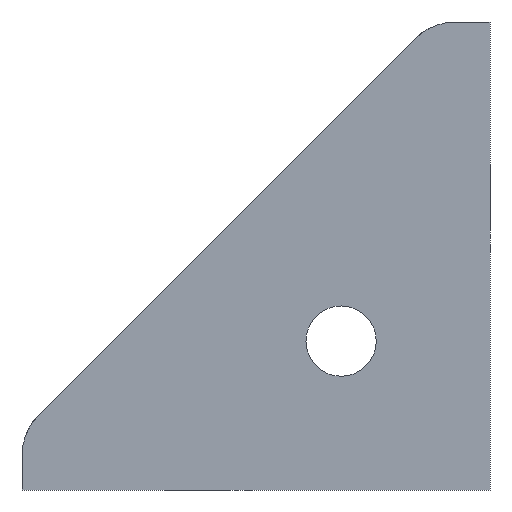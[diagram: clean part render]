
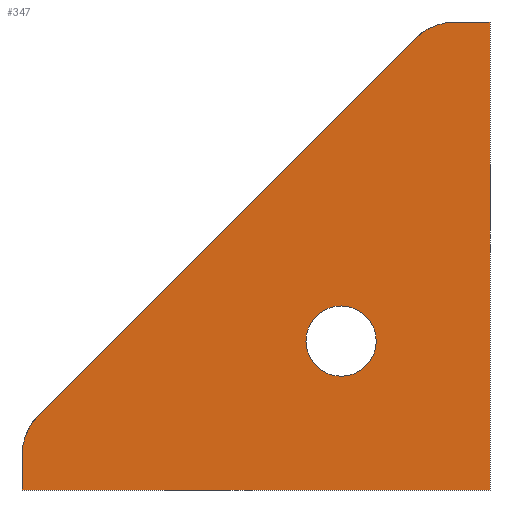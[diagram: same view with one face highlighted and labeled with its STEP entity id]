
A CAD part, left-side view. The second image highlights one B-rep face of the part: STEP entity #347.
In plain terms, the highlighted planar face has unit normal (-1, 0, 0).
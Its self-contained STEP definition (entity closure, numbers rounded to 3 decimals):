
#18=FACE_BOUND('',#63,.T.);
#27=PLANE('',#399);
#41=FACE_OUTER_BOUND('',#62,.T.);
#62=EDGE_LOOP('',(#278,#279,#280,#281,#282,#283,#284));
#63=EDGE_LOOP('',(#285));
#97=LINE('',#579,#129);
#98=LINE('',#581,#130);
#99=LINE('',#583,#131);
#100=LINE('',#585,#132);
#101=LINE('',#586,#133);
#129=VECTOR('',#472,10.);
#130=VECTOR('',#473,10.);
#131=VECTOR('',#474,10.);
#132=VECTOR('',#475,10.);
#133=VECTOR('',#476,10.);
#143=CIRCLE('',#383,5.);
#152=CIRCLE('',#397,5.);
#154=CIRCLE('',#400,3.);
#159=VERTEX_POINT('',#520);
#160=VERTEX_POINT('',#521);
#179=VERTEX_POINT('',#569);
#180=VERTEX_POINT('',#571);
#183=VERTEX_POINT('',#580);
#184=VERTEX_POINT('',#582);
#185=VERTEX_POINT('',#584);
#186=VERTEX_POINT('',#587);
#191=EDGE_CURVE('',#159,#160,#143,.T.);
#216=EDGE_CURVE('',#179,#180,#152,.T.);
#220=EDGE_CURVE('',#159,#180,#97,.T.);
#221=EDGE_CURVE('',#183,#179,#98,.T.);
#222=EDGE_CURVE('',#183,#184,#99,.T.);
#223=EDGE_CURVE('',#184,#185,#100,.T.);
#224=EDGE_CURVE('',#160,#185,#101,.T.);
#225=EDGE_CURVE('',#186,#186,#154,.T.);
#278=ORIENTED_EDGE('',*,*,#191,.F.);
#279=ORIENTED_EDGE('',*,*,#220,.T.);
#280=ORIENTED_EDGE('',*,*,#216,.F.);
#281=ORIENTED_EDGE('',*,*,#221,.F.);
#282=ORIENTED_EDGE('',*,*,#222,.T.);
#283=ORIENTED_EDGE('',*,*,#223,.T.);
#284=ORIENTED_EDGE('',*,*,#224,.F.);
#285=ORIENTED_EDGE('',*,*,#225,.T.);
#347=ADVANCED_FACE('',(#41,#18),#27,.T.);
#383=AXIS2_PLACEMENT_3D('',#522,#420,#421);
#397=AXIS2_PLACEMENT_3D('',#572,#464,#465);
#399=AXIS2_PLACEMENT_3D('',#578,#470,#471);
#400=AXIS2_PLACEMENT_3D('',#588,#477,#478);
#420=DIRECTION('center_axis',(1.,0.,0.));
#421=DIRECTION('ref_axis',(0.,0.383,0.924));
#464=DIRECTION('center_axis',(1.,0.,0.));
#465=DIRECTION('ref_axis',(0.,0.924,0.383));
#470=DIRECTION('center_axis',(-1.,0.,0.));
#471=DIRECTION('ref_axis',(0.,-1.,0.));
#472=DIRECTION('',(0.,0.707,-0.707));
#473=DIRECTION('',(0.,0.,1.));
#474=DIRECTION('',(0.,-1.,0.));
#475=DIRECTION('',(0.,0.,1.));
#476=DIRECTION('',(0.,-1.,0.));
#477=DIRECTION('center_axis',(1.,0.,0.));
#478=DIRECTION('ref_axis',(0.,0.,-1.));
#520=CARTESIAN_POINT('',(0.,6.464,38.536));
#521=CARTESIAN_POINT('',(0.,2.929,40.));
#522=CARTESIAN_POINT('Origin',(0.,2.929,35.));
#569=CARTESIAN_POINT('',(0.,40.,2.929));
#571=CARTESIAN_POINT('',(0.,38.536,6.464));
#572=CARTESIAN_POINT('Origin',(0.,35.,2.929));
#578=CARTESIAN_POINT('Origin',(0.,40.,0.));
#579=CARTESIAN_POINT('',(0.,41.25,3.75));
#580=CARTESIAN_POINT('',(0.,40.,0.));
#581=CARTESIAN_POINT('',(0.,40.,5.));
#582=CARTESIAN_POINT('',(0.,0.,0.));
#583=CARTESIAN_POINT('',(0.,40.,0.));
#584=CARTESIAN_POINT('',(0.,0.,40.));
#585=CARTESIAN_POINT('',(0.,0.,0.));
#586=CARTESIAN_POINT('',(0.,40.,40.));
#587=CARTESIAN_POINT('',(0.,12.728,15.728));
#588=CARTESIAN_POINT('Origin',(0.,12.728,12.728));
